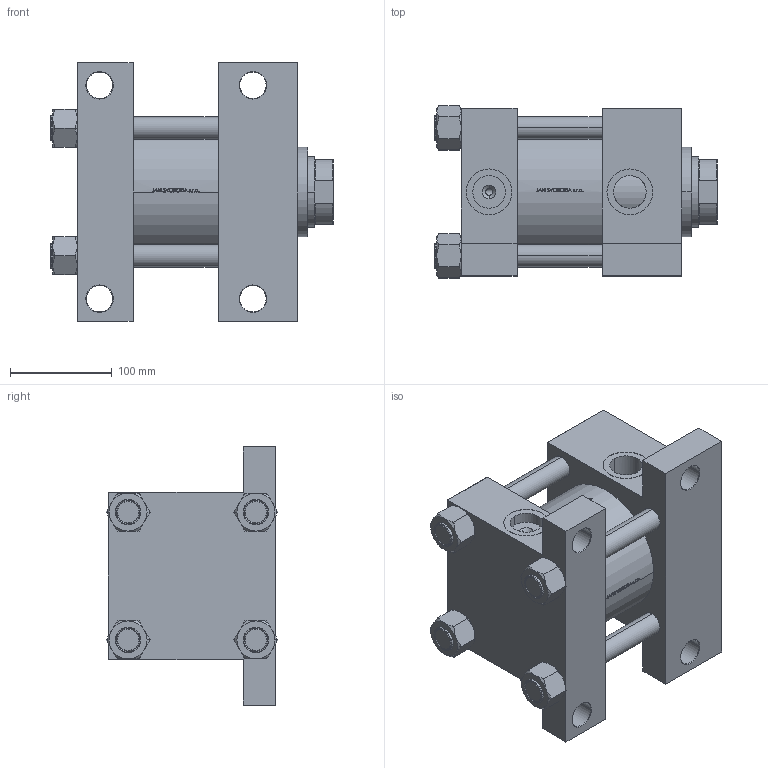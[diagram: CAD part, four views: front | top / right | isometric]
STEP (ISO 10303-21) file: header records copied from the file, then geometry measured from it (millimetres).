
FILE_DESCRIPTION (( 'STEP AP203' ), '1' );
FILE_NAME ('744f.STEP', '2022-04-14T19:42:44', ( '' ), ( '' ), 'SwSTEP 2.0', 'SolidWorks 2019', '' );
FILE_SCHEMA (( 'CONFIG_CONTROL_DESIGN' ));
Length unit declared in the file: millimetre
Products named in the file (6): V215CR_G_TYCINKA d10f3445c49097f425114270fffe4b40; 744f; V215CR_G_Body d10f3445c49097f425114270fffe4b40; V215_VC_A d10f3445c49097f425114270fffe4b40; NUT_M5_G d10f3445c49097f425114270fffe4b40; V215CR_VCP_G d10f3445c49097f425114270fffe4b40
Assembly tree (15 placements, depth 2):
  744f
    V215CR_G_Body d10f3445c49097f425114270fffe4b40
    V215CR_VCP_G d10f3445c49097f425114270fffe4b40
    V215CR_G_TYCINKA d10f3445c49097f425114270fffe4b40  x6
    NUT_M5_G d10f3445c49097f425114270fffe4b40  x6
    V215_VC_A d10f3445c49097f425114270fffe4b40
Bounding box: 278 x 169.14 x 254 mm (x, y, z)
Volume: 5135484.2 mm3; surface area: 583433.2 mm2
Topology: 15 solids, 15 shells, 1241 faces, 3150 edges, 2023 vertices
Faces by surface type: plane 524, bspline 380, cone 188, cylinder 137, torus 12
Entity records: 48068 total; most frequent: CARTESIAN_POINT 26011, ORIENTED_EDGE 5076, DIRECTION 3116, EDGE_CURVE 2538, VERTEX_POINT 1653, VECTOR 1316, LINE 1316, EDGE_LOOP 1081
